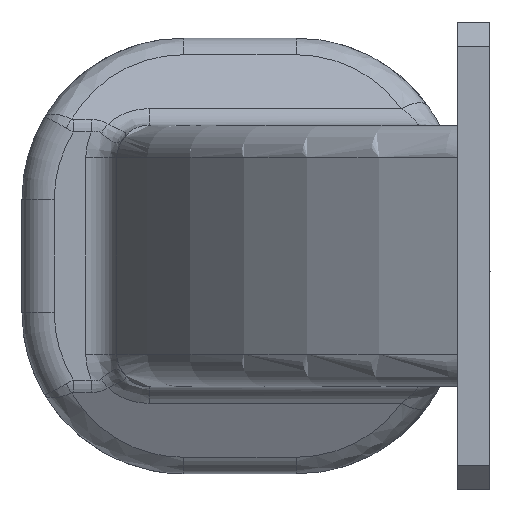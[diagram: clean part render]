
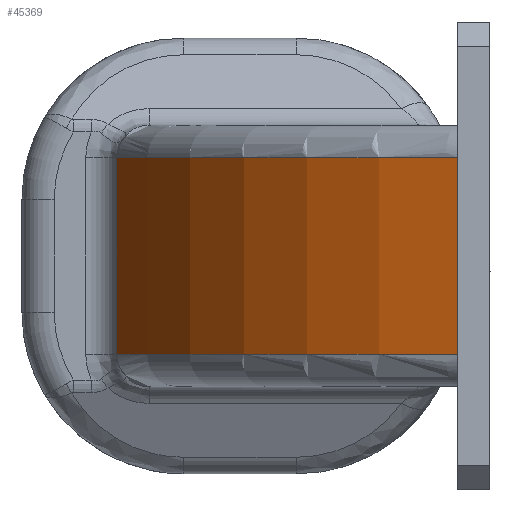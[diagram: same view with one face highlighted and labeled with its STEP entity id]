
A CAD part, left-side view. The second image highlights one B-rep face of the part: STEP entity #45369.
In plain terms, the highlighted cylindrical face has radius 34.5 mm (diameter 69 mm), a partial arc.
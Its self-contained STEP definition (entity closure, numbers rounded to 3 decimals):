
#514=DIRECTION('',(0.,0.,1.));
#515=VECTOR('',#514,12.2);
#516=CARTESIAN_POINT('',(-17.44,7.626,-6.1));
#517=LINE('3201',#516,#515);
#518=CARTESIAN_POINT('',(-7.8,-25.5,6.1));
#519=DIRECTION('',(0.,0.,1.));
#520=DIRECTION('',(-0.279,0.96,0.));
#521=AXIS2_PLACEMENT_3D('',#518,#519,#520);
#523=DIRECTION('',(0.,0.,1.));
#524=VECTOR('',#523,12.2);
#525=CARTESIAN_POINT('',(-40.146,-13.5,-6.1));
#526=LINE('3198',#525,#524);
#527=CARTESIAN_POINT('',(-7.8,-25.5,-6.1));
#528=DIRECTION('',(0.,0.,-1.));
#529=DIRECTION('',(-0.938,0.348,0.));
#530=AXIS2_PLACEMENT_3D('',#527,#528,#529);
#36830=CARTESIAN_POINT('',(-40.146,-13.5,-6.1));
#36831=CARTESIAN_POINT('',(-40.146,-13.5,6.1));
#36832=VERTEX_POINT('',#36830);
#36833=VERTEX_POINT('',#36831);
#36836=CARTESIAN_POINT('',(-17.44,7.626,
-6.1));
#36837=CARTESIAN_POINT('',(-17.44,7.626,
6.1));
#36838=VERTEX_POINT('',#36836);
#36839=VERTEX_POINT('',#36837);
#45357=CARTESIAN_POINT('',(-7.8,-25.5,-8.1));
#45358=DIRECTION('',(0.,0.,1.));
#45359=DIRECTION('',(1.,0.,0.));
#45360=AXIS2_PLACEMENT_3D('',#45357,#45358,#45359);
#45361=CYLINDRICAL_SURFACE('294',#45360,34.5);
#45362=ORIENTED_EDGE('3201',*,*,#45341,.T.);
#45363=ORIENTED_EDGE('3205',*,*,#45176,.T.);
#45364=ORIENTED_EDGE('3198',*,*,#45030,.F.);
#45366=ORIENTED_EDGE('3203',*,*,#45365,.T.);
#45367=EDGE_LOOP('294',(#45362,#45363,#45364,#45366));
#45368=FACE_OUTER_BOUND('294',#45367,.F.);
#522=CIRCLE('3205',#521,34.5);
#531=CIRCLE('3203',#530,34.5);
#45030=EDGE_CURVE('3198',#36832,#36833,#526,.T.);
#45176=EDGE_CURVE('3205',#36839,#36833,#522,.T.);
#45341=EDGE_CURVE('3201',#36838,#36839,#517,.T.);
#45365=EDGE_CURVE('3203',#36832,#36838,#531,.T.);
#45369=ADVANCED_FACE('294',(#45368),#45361,.T.);
